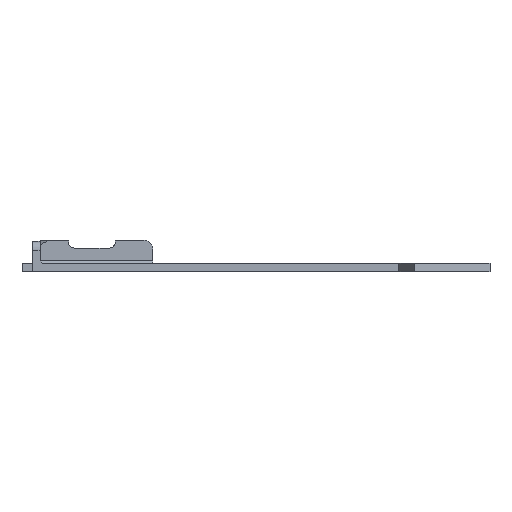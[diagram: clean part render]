
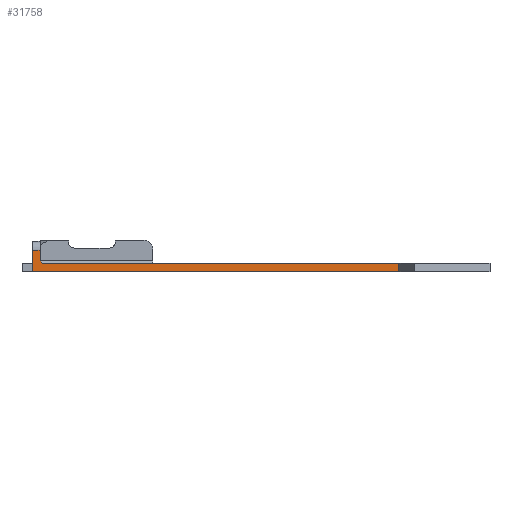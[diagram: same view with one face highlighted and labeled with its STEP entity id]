
A CAD part, left-side view. The second image highlights one B-rep face of the part: STEP entity #31758.
In plain terms, the highlighted planar face has unit normal (-1, 0, 0).
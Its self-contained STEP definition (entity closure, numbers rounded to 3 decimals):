
#117 = VERTEX_POINT ( 'NONE', #8261 ) ;
#226 = EDGE_CURVE ( 'NONE', #23163, #8842, #11643, .T. ) ;
#338 = EDGE_LOOP ( 'NONE', ( #11679, #20928, #26711, #2519, #18753, #10308, #14069 ) ) ;
#592 = DIRECTION ( 'NONE',  ( 0., 1., 0. ) ) ;
#615 = EDGE_CURVE ( 'NONE', #31407, #23163, #10766, .T. ) ;
#1756 = VERTEX_POINT ( 'NONE', #26359 ) ;
#2179 = CARTESIAN_POINT ( 'NONE',  ( 164.585, -47.655, 2.15 ) ) ;
#2218 = LINE ( 'NONE', #20188, #14454 ) ;
#2279 = CARTESIAN_POINT ( 'NONE',  ( 164.585, -121.58, 0. ) ) ;
#2519 = ORIENTED_EDGE ( 'NONE', *, *, #13699, .F. ) ;
#3670 = DIRECTION ( 'NONE',  ( 0., 0., 1. ) ) ;
#4487 = DIRECTION ( 'NONE',  ( 0., 0., -1. ) ) ;
#4732 = CARTESIAN_POINT ( 'NONE',  ( 164.585, -47.655, -2.2 ) ) ;
#4811 = CARTESIAN_POINT ( 'NONE',  ( 164.585, -49.03, 0.125 ) ) ;
#6147 = CARTESIAN_POINT ( 'NONE',  ( 164.585, -49.155, 0. ) ) ;
#7184 = DIRECTION ( 'NONE',  ( 0., -0.707, -0.707 ) ) ;
#7684 = LINE ( 'NONE', #4811, #12868 ) ;
#7807 = VECTOR ( 'NONE', #3670, 1000. ) ;
#8261 = CARTESIAN_POINT ( 'NONE',  ( 164.585, -49.655, -0.5 ) ) ;
#8842 = VERTEX_POINT ( 'NONE', #2179 ) ;
#9040 = DIRECTION ( 'NONE',  ( 0., 0., -1. ) ) ;
#9534 = LINE ( 'NONE', #24939, #12302 ) ;
#9543 = CARTESIAN_POINT ( 'NONE',  ( 164.585, -47.655, -0.5 ) ) ;
#10308 = ORIENTED_EDGE ( 'NONE', *, *, #226, .F. ) ;
#10605 = CARTESIAN_POINT ( 'NONE',  ( 164.585, -47.655, -2.2 ) ) ;
#10766 = LINE ( 'NONE', #10605, #30000 ) ;
#11643 = LINE ( 'NONE', #32121, #7807 ) ;
#11679 = ORIENTED_EDGE ( 'NONE', *, *, #22706, .F. ) ;
#11899 = DIRECTION ( 'NONE',  ( 0., -1., 0. ) ) ;
#12302 = VECTOR ( 'NONE', #11899, 1000. ) ;
#12868 = VECTOR ( 'NONE', #7184, 1000. ) ;
#13699 = EDGE_CURVE ( 'NONE', #1756, #20425, #21400, .T. ) ;
#14069 = ORIENTED_EDGE ( 'NONE', *, *, #615, .F. ) ;
#14454 = VECTOR ( 'NONE', #14773, 1000. ) ;
#14773 = DIRECTION ( 'NONE',  ( 0., -1., 0. ) ) ;
#14782 = AXIS2_PLACEMENT_3D ( 'NONE', #9543, #24781, #30684 ) ;
#17538 = LINE ( 'NONE', #2279, #22137 ) ;
#18039 = VERTEX_POINT ( 'NONE', #20245 ) ;
#18753 = ORIENTED_EDGE ( 'NONE', *, *, #20541, .F. ) ;
#20026 = FACE_OUTER_BOUND ( 'NONE', #338, .T. ) ;
#20188 = CARTESIAN_POINT ( 'NONE',  ( 164.585, -47.655, 2.15 ) ) ;
#20245 = CARTESIAN_POINT ( 'NONE',  ( 164.585, -121.58, -0.5 ) ) ;
#20425 = VERTEX_POINT ( 'NONE', #6147 ) ;
#20448 = EDGE_CURVE ( 'NONE', #117, #18039, #9534, .T. ) ;
#20541 = EDGE_CURVE ( 'NONE', #8842, #1756, #2218, .T. ) ;
#20928 = ORIENTED_EDGE ( 'NONE', *, *, #20448, .F. ) ;
#21265 = EDGE_CURVE ( 'NONE', #20425, #117, #7684, .T. ) ;
#21400 = LINE ( 'NONE', #32221, #21990 ) ;
#21990 = VECTOR ( 'NONE', #9040, 1000. ) ;
#22137 = VECTOR ( 'NONE', #4487, 1000. ) ;
#22706 = EDGE_CURVE ( 'NONE', #18039, #31407, #17538, .T. ) ;
#23163 = VERTEX_POINT ( 'NONE', #4732 ) ;
#24781 = DIRECTION ( 'NONE',  ( -1., 0., 0. ) ) ;
#24939 = CARTESIAN_POINT ( 'NONE',  ( 164.585, -47.655, -0.5 ) ) ;
#24945 = PLANE ( 'NONE',  #14782 ) ;
#24983 = CARTESIAN_POINT ( 'NONE',  ( 164.585, -121.58, -2.2 ) ) ;
#26359 = CARTESIAN_POINT ( 'NONE',  ( 164.585, -49.155, 2.15 ) ) ;
#26711 = ORIENTED_EDGE ( 'NONE', *, *, #21265, .F. ) ;
#30000 = VECTOR ( 'NONE', #592, 1000. ) ;
#30684 = DIRECTION ( 'NONE',  ( 0., 0., 1. ) ) ;
#31407 = VERTEX_POINT ( 'NONE', #24983 ) ;
#31758 = ADVANCED_FACE ( 'NONE', ( #20026 ), #24945, .T. ) ;
#32121 = CARTESIAN_POINT ( 'NONE',  ( 164.585, -47.655, -2. ) ) ;
#32221 = CARTESIAN_POINT ( 'NONE',  ( 164.585, -49.155, -2. ) ) ;
